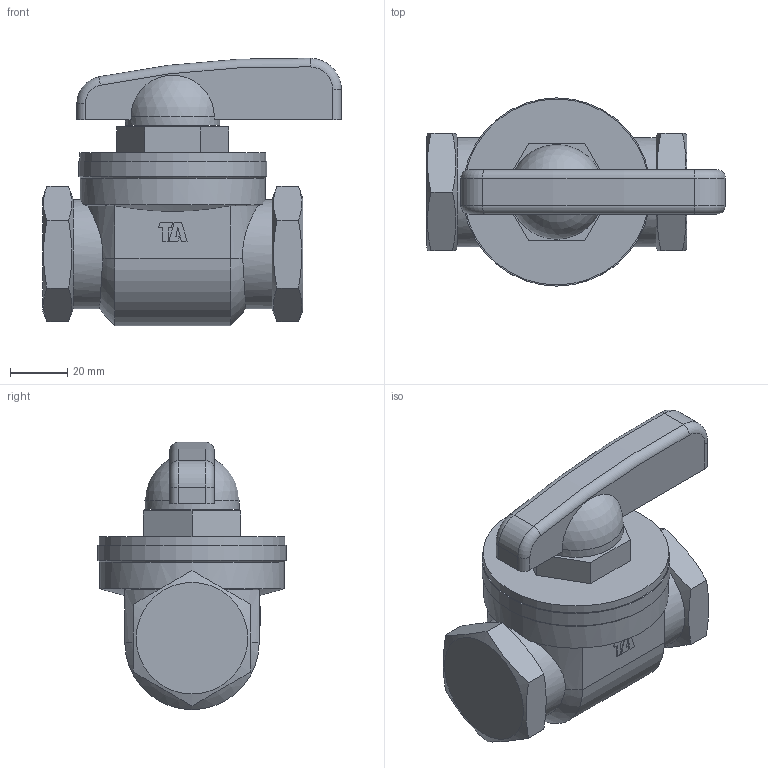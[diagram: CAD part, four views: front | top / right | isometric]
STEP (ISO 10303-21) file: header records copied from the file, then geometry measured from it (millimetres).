
FILE_DESCRIPTION( ( 'Unknown' ), '1' );
FILE_NAME( '58940125.stp', 'Unknown', ( 'Unknown' ), ( 'Unknown' ), 'XStep 1.0', 'Unknown', ' ' );
FILE_SCHEMA( ( 'CONFIG_CONTROL_DESIGN' ) );
Length unit declared in the file: millimetre
Products named in the file (1): 1
Bounding box: 104.5 x 65.8 x 93.49 mm (x, y, z)
Volume: 240641.4 mm3; surface area: 29390.5 mm2
Topology: 1 solids, 1 shells, 87 faces, 217 edges, 138 vertices
Faces by surface type: plane 51, cylinder 19, cone 7, torus 6, sphere 4
Full cylindrical faces by diameter (mm): 25 x1, 33 x1, 38.2 x2, 64.6 x1, 65 x1, 65.8 x1
Entity records: 2906 total; most frequent: CARTESIAN_POINT 891, ORIENTED_EDGE 402, DIRECTION 393, EDGE_CURVE 201, AXIS2_PLACEMENT_3D 142, VERTEX_POINT 134, LINE 109, VECTOR 109
